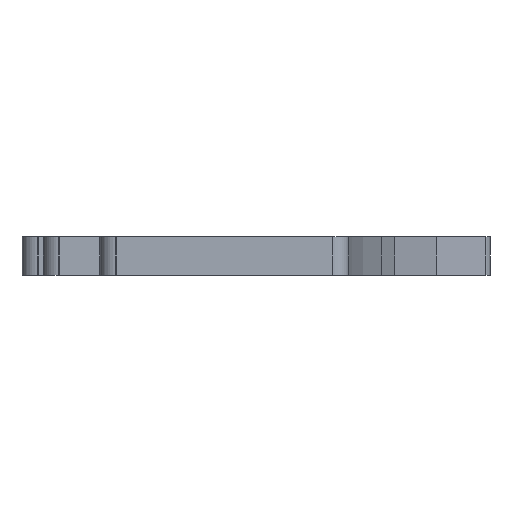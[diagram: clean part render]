
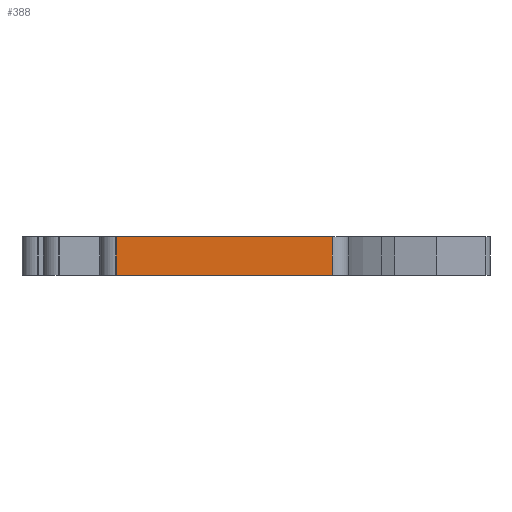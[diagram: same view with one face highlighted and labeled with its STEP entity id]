
A CAD part, left-side view. The second image highlights one B-rep face of the part: STEP entity #388.
In plain terms, the highlighted planar face has unit normal (-1, 0, 0).
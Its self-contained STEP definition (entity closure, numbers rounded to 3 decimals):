
#165 = AXIS2_PLACEMENT_3D ( 'NONE', #3279, #1380, #1090 ) ;
#232 = CARTESIAN_POINT ( 'NONE',  ( 10.86, -80.075, 3.6 ) ) ;
#266 = DIRECTION ( 'NONE',  ( 0., 1., 0. ) ) ;
#321 = ORIENTED_EDGE ( 'NONE', *, *, #1927, .T. ) ;
#388 = ADVANCED_FACE ( 'NONE', ( #3265 ), #2202, .T. ) ;
#472 = LINE ( 'NONE', #3179, #804 ) ;
#481 = CARTESIAN_POINT ( 'NONE',  ( 10.85, -32.049, -5. ) ) ;
#767 = CARTESIAN_POINT ( 'NONE',  ( 10.85, -32.049, 3.6 ) ) ;
#804 = VECTOR ( 'NONE', #2925, 1000. ) ;
#1058 = LINE ( 'NONE', #2041, #1611 ) ;
#1086 = ORIENTED_EDGE ( 'NONE', *, *, #2663, .F. ) ;
#1090 = DIRECTION ( 'NONE',  ( 0., -1., 0. ) ) ;
#1160 = EDGE_CURVE ( 'NONE', #2165, #2550, #1058, .T. ) ;
#1380 = DIRECTION ( 'NONE',  ( -1., 0., 0. ) ) ;
#1488 = CARTESIAN_POINT ( 'NONE',  ( 10.85, -32.049, 3.6 ) ) ;
#1611 = VECTOR ( 'NONE', #2530, 1000. ) ;
#1758 = LINE ( 'NONE', #1488, #3056 ) ;
#1820 = EDGE_LOOP ( 'NONE', ( #1086, #3001, #321, #2764 ) ) ;
#1906 = LINE ( 'NONE', #2728, #2095 ) ;
#1927 = EDGE_CURVE ( 'NONE', #2165, #2621, #472, .T. ) ;
#2010 = VERTEX_POINT ( 'NONE', #481 ) ;
#2041 = CARTESIAN_POINT ( 'NONE',  ( 10.86, -80.075, 3.6 ) ) ;
#2095 = VECTOR ( 'NONE', #266, 1000. ) ;
#2165 = VERTEX_POINT ( 'NONE', #232 ) ;
#2174 = CARTESIAN_POINT ( 'NONE',  ( 10.86, -80.075, -5. ) ) ;
#2202 = PLANE ( 'NONE',  #165 ) ;
#2530 = DIRECTION ( 'NONE',  ( 0., 0., -1. ) ) ;
#2550 = VERTEX_POINT ( 'NONE', #2174 ) ;
#2621 = VERTEX_POINT ( 'NONE', #767 ) ;
#2663 = EDGE_CURVE ( 'NONE', #2550, #2010, #1906, .T. ) ;
#2728 = CARTESIAN_POINT ( 'NONE',  ( 10.843, 0.002, -5. ) ) ;
#2764 = ORIENTED_EDGE ( 'NONE', *, *, #3127, .T. ) ;
#2925 = DIRECTION ( 'NONE',  ( 0., 1., 0. ) ) ;
#3001 = ORIENTED_EDGE ( 'NONE', *, *, #1160, .F. ) ;
#3056 = VECTOR ( 'NONE', #3385, 1000. ) ;
#3127 = EDGE_CURVE ( 'NONE', #2621, #2010, #1758, .T. ) ;
#3179 = CARTESIAN_POINT ( 'NONE',  ( 10.843, 0.002, 3.6 ) ) ;
#3265 = FACE_OUTER_BOUND ( 'NONE', #1820, .T. ) ;
#3279 = CARTESIAN_POINT ( 'NONE',  ( 10.843, 0.002, 3.6 ) ) ;
#3385 = DIRECTION ( 'NONE',  ( 0., 0., -1. ) ) ;
